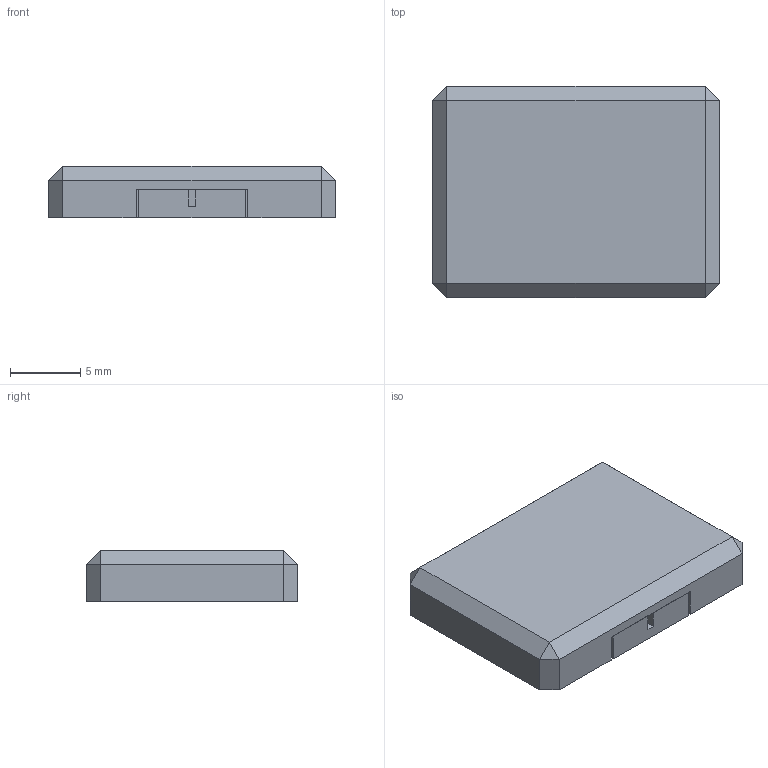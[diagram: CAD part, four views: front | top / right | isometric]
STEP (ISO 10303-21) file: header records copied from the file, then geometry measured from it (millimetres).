
FILE_DESCRIPTION(/* description */ ('STEP AP242','CAx-IF Rec.Pracs.---Representation and Presentation of Product Manufacturing Information (PMI)---4.0---2014-10-13','CAx-IF Rec.Pracs.---3D Tessellated Geometry---0.4---2014-09-14','2;1'),/* implementation_level */ '2;1');
FILE_NAME(/* name */ '63e52736ee9848108c094d3d',/* time_stamp */ '2023-02-09T17:02:47+00:00',/* author */ (''),/* organization */ (''),/* preprocessor_version */ 'ST-DEVELOPER v18.102',/* originating_system */ ' ',/* authorisation */ ' ');
FILE_SCHEMA (('AP242_MANAGED_MODEL_BASED_3D_ENGINEERING_MIM_LF { 1 0 10303 442 1 1 4 }'));
Length unit declared in the file: metre
Products named in the file (2): Cap; Base
Bounding box: 20.35 x 15 x 3.65 mm (x, y, z)
Volume: 1050 mm3; surface area: 1530.5 mm2
Topology: 2 solids, 2 shells, 72 faces, 192 edges, 124 vertices
Faces by surface type: plane 64, bspline 8
Entity records: 2324 total; most frequent: CARTESIAN_POINT 494, ORIENTED_EDGE 384, DIRECTION 340, EDGE_CURVE 192, LINE 176, VECTOR 176, VERTEX_POINT 124, AXIS2_PLACEMENT_3D 82
